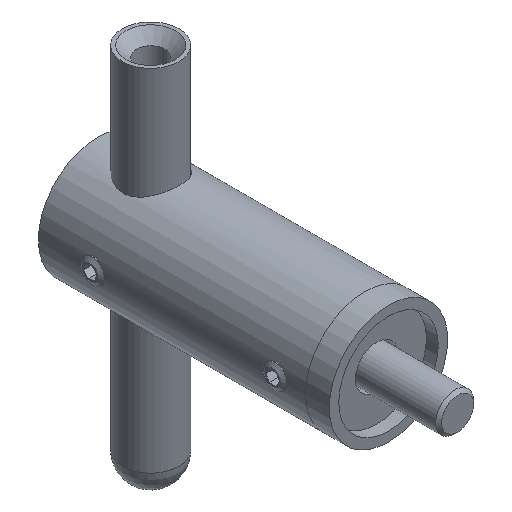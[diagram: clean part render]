
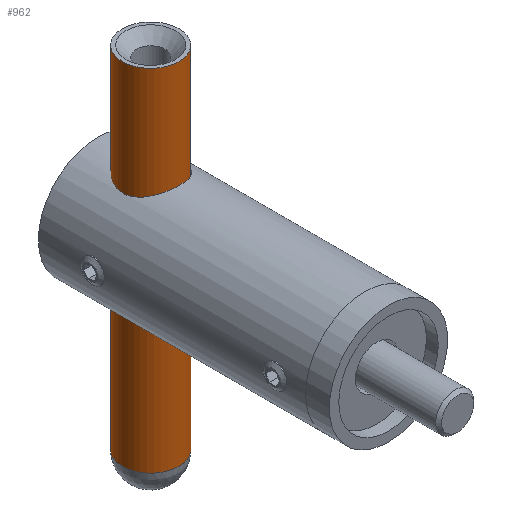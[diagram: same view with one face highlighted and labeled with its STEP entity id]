
A CAD part, isometric view. The second image highlights one B-rep face of the part: STEP entity #962.
In plain terms, the highlighted cylindrical face has radius 6 mm (diameter 12 mm), a full revolution.
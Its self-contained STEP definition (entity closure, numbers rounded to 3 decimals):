
#132=CIRCLE('',#1162,6.);
#134=CIRCLE('',#1164,6.);
#135=CIRCLE('',#1166,6.);
#193=FACE_OUTER_BOUND('',#259,.T.);
#259=EDGE_LOOP('',(#793,#794,#795,#796,#797));
#311=LINE('',#1940,#373);
#373=VECTOR('',#1365,6.);
#478=VERTEX_POINT('',#1930);
#479=VERTEX_POINT('',#1931);
#481=VERTEX_POINT('',#1937);
#589=EDGE_CURVE('',#478,#479,#132,.T.);
#591=EDGE_CURVE('',#479,#478,#134,.T.);
#592=EDGE_CURVE('',#481,#481,#135,.T.);
#593=EDGE_CURVE('',#478,#481,#311,.T.);
#793=ORIENTED_EDGE('',*,*,#589,.F.);
#794=ORIENTED_EDGE('',*,*,#593,.T.);
#795=ORIENTED_EDGE('',*,*,#592,.T.);
#796=ORIENTED_EDGE('',*,*,#593,.F.);
#797=ORIENTED_EDGE('',*,*,#591,.F.);
#930=CYLINDRICAL_SURFACE('',#1167,6.);
#962=ADVANCED_FACE('',(#193),#930,.T.);
#1162=AXIS2_PLACEMENT_3D('',#1932,#1353,#1354);
#1164=AXIS2_PLACEMENT_3D('',#1935,#1357,#1358);
#1166=AXIS2_PLACEMENT_3D('',#1938,#1361,#1362);
#1167=AXIS2_PLACEMENT_3D('',#1939,#1363,#1364);
#1353=DIRECTION('center_axis',(0.,1.,0.));
#1354=DIRECTION('ref_axis',(1.,0.,0.));
#1357=DIRECTION('center_axis',(0.,1.,0.));
#1358=DIRECTION('ref_axis',(1.,0.,0.));
#1361=DIRECTION('center_axis',(0.,1.,0.));
#1362=DIRECTION('ref_axis',(1.,0.,0.));
#1363=DIRECTION('center_axis',(0.,1.,0.));
#1364=DIRECTION('ref_axis',(-1.,0.,0.));
#1365=DIRECTION('',(0.,-1.,0.));
#1930=CARTESIAN_POINT('',(12.,74.,0.));
#1931=CARTESIAN_POINT('',(6.,74.,6.));
#1932=CARTESIAN_POINT('Origin',(6.,74.,0.));
#1935=CARTESIAN_POINT('Origin',(6.,74.,0.));
#1937=CARTESIAN_POINT('',(12.,0.,0.));
#1938=CARTESIAN_POINT('Origin',(6.,0.,0.));
#1939=CARTESIAN_POINT('Origin',(6.,37.,0.));
#1940=CARTESIAN_POINT('',(12.,37.,0.));
